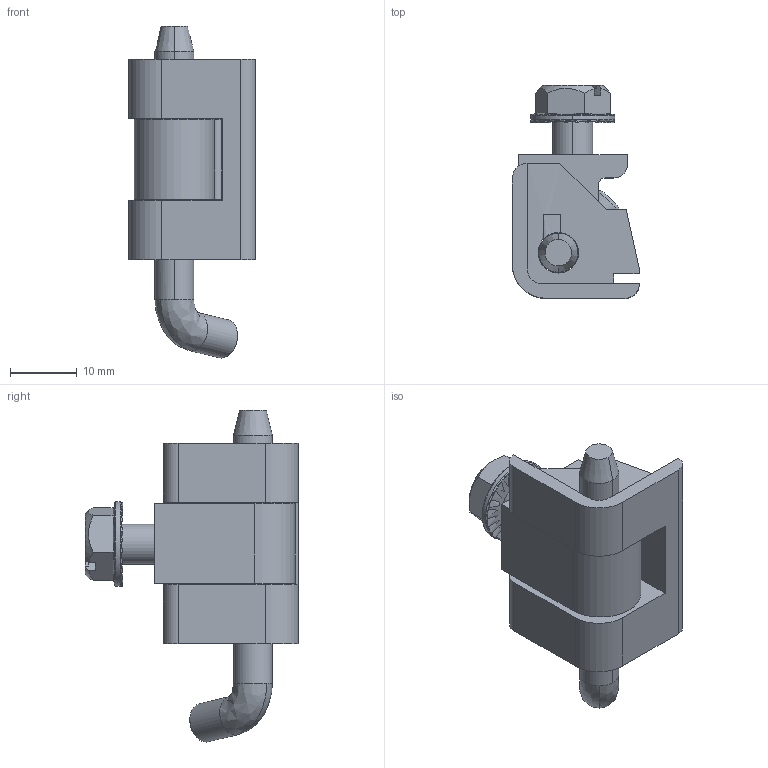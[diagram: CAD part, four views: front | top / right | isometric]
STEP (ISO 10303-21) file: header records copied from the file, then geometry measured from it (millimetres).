
FILE_DESCRIPTION (( 'STEP AP203' ), '1' );
FILE_NAME ('MG07.1.2.P.12.STEP', '2022-07-29T06:58:51', ( '' ), ( '' ), 'SwSTEP 2.0', 'SolidWorks 2021', '' );
FILE_SCHEMA (( 'CONFIG_CONTROL_DESIGN' ));
Length unit declared in the file: millimetre
Products named in the file (1): MG07.1.2.P.12
Bounding box: 19.09 x 32.02 x 49.91 mm (x, y, z)
Surface area: 5893.3 mm2 (no closed solid volume)
Topology: 0 solids, 24 shells, 181 faces, 471 edges, 293 vertices
Faces by surface type: plane 112, bspline 33, cylinder 25, cone 11
Entity records: 5891 total; most frequent: CARTESIAN_POINT 1725, ORIENTED_EDGE 819, DIRECTION 777, EDGE_CURVE 448, LINE 315, VECTOR 315, VERTEX_POINT 293, AXIS2_PLACEMENT_3D 231
